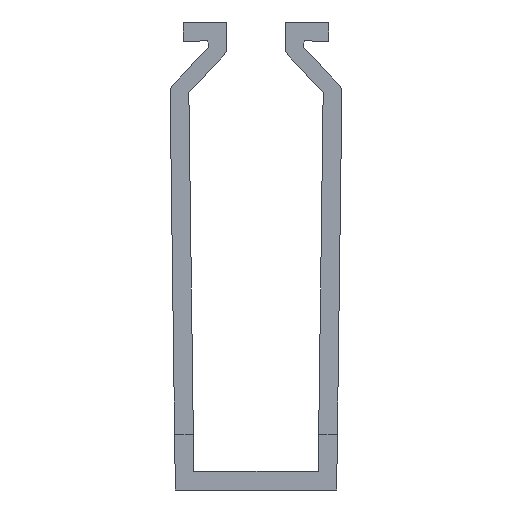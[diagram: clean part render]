
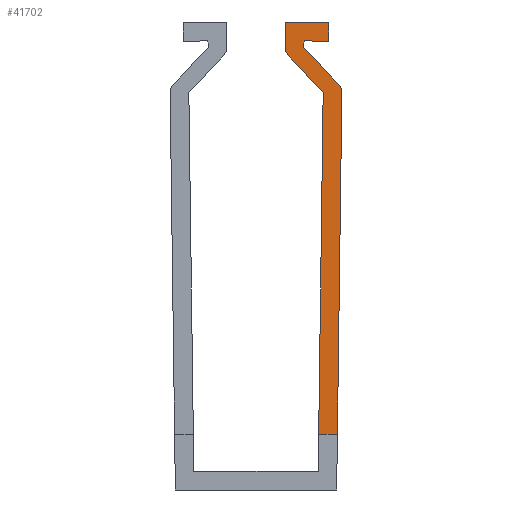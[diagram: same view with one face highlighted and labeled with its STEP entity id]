
A CAD part, front view. The second image highlights one B-rep face of the part: STEP entity #41702.
In plain terms, the highlighted planar face has unit normal (0, -1, 0).
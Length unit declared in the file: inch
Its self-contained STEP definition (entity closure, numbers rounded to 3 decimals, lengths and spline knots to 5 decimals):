
#8105 = EDGE_CURVE ( 'NONE', #8318, #8320, #21471, .T. ) ;
#8109 = EDGE_CURVE ( 'NONE', #8318, #8315, #21489, .T. ) ;
#8112 = EDGE_CURVE ( 'NONE', #8315, #8324, #21493, .T. ) ;
#8115 = EDGE_CURVE ( 'NONE', #8324, #8326, #21497, .T. ) ;
#8118 = EDGE_CURVE ( 'NONE', #8326, #8328, #21503, .T. ) ;
#8121 = EDGE_CURVE ( 'NONE', #8328, #8330, #21515, .T. ) ;
#8130 = EDGE_CURVE ( 'NONE', #8330, #8334, #21531, .T. ) ;
#8315 = VERTEX_POINT ( 'NONE', #22804 ) ;
#8318 = VERTEX_POINT ( 'NONE', #22808 ) ;
#8320 = VERTEX_POINT ( 'NONE', #22810 ) ;
#8324 = VERTEX_POINT ( 'NONE', #22814 ) ;
#8326 = VERTEX_POINT ( 'NONE', #22816 ) ;
#8328 = VERTEX_POINT ( 'NONE', #22818 ) ;
#8330 = VERTEX_POINT ( 'NONE', #22820 ) ;
#8334 = VERTEX_POINT ( 'NONE', #22824 ) ;
#8910 = VERTEX_POINT ( 'NONE', #23400 ) ;
#8914 = VERTEX_POINT ( 'NONE', #23404 ) ;
#9814 = AXIS2_PLACEMENT_3D ( 'NONE', #38874, #38883, #38884 ) ;
#17374 = CARTESIAN_POINT ( 'NONE',  ( 0.36753, 0.156, 1.71845 ) ) ;
#17375 = DIRECTION ( 'NONE',  ( -0.681, 0., 0.733 ) ) ;
#17378 = CARTESIAN_POINT ( 'NONE',  ( -0.02604, 0.156, 0.23758 ) ) ;
#17379 = DIRECTION ( 'NONE',  ( -1., 0., -0.004 ) ) ;
#17380 = CARTESIAN_POINT ( 'NONE',  ( 0.345, 0.156, 0. ) ) ;
#17381 = DIRECTION ( 'NONE',  ( -0.013, 0., -1. ) ) ;
#17955 = LINE ( 'NONE', #17374, #17958 ) ;
#17958 = VECTOR ( 'NONE', #17375, 39.37008 ) ;
#17959 = LINE ( 'NONE', #17378, #17962 ) ;
#17961 = LINE ( 'NONE', #17380, #17964 ) ;
#17962 = VECTOR ( 'NONE', #17379, 39.37008 ) ;
#17964 = VECTOR ( 'NONE', #17381, 39.37008 ) ;
#21471 = LINE ( 'NONE', #32683, #21486 ) ;
#21486 = VECTOR ( 'NONE', #32703, 39.37008 ) ;
#21489 = LINE ( 'NONE', #32706, #21494 ) ;
#21493 = LINE ( 'NONE', #32710, #21500 ) ;
#21494 = VECTOR ( 'NONE', #32711, 39.37008 ) ;
#21497 = LINE ( 'NONE', #32712, #21506 ) ;
#21500 = VECTOR ( 'NONE', #32717, 39.37008 ) ;
#21503 = LINE ( 'NONE', #32715, #21512 ) ;
#21506 = VECTOR ( 'NONE', #32723, 39.37008 ) ;
#21512 = VECTOR ( 'NONE', #32729, 39.37008 ) ;
#21515 = LINE ( 'NONE', #32734, #21518 ) ;
#21518 = VECTOR ( 'NONE', #32735, 39.37008 ) ;
#21531 = LINE ( 'NONE', #32747, #21536 ) ;
#21536 = VECTOR ( 'NONE', #32753, 39.37008 ) ;
#22804 = CARTESIAN_POINT ( 'NONE',  ( 0.31075, 0.156, 1.91933 ) ) ;
#22808 = CARTESIAN_POINT ( 'NONE',  ( 0.20562, 0.156, 1.92116 ) ) ;
#22810 = CARTESIAN_POINT ( 'NONE',  ( 0.20462, 0.156, 1.8938 ) ) ;
#22814 = CARTESIAN_POINT ( 'NONE',  ( 0.31161, 0.156, 1.99864 ) ) ;
#22816 = CARTESIAN_POINT ( 'NONE',  ( 0.12622, 0.156, 2.00187 ) ) ;
#22818 = CARTESIAN_POINT ( 'NONE',  ( 0.12455, 0.156, 1.87423 ) ) ;
#22820 = CARTESIAN_POINT ( 'NONE',  ( 0.28727, 0.156, 1.69909 ) ) ;
#22824 = CARTESIAN_POINT ( 'NONE',  ( 0.26811, 0.156, 0.23886 ) ) ;
#23400 = CARTESIAN_POINT ( 'NONE',  ( 0.36753, 0.156, 1.71845 ) ) ;
#23404 = CARTESIAN_POINT ( 'NONE',  ( 0.34814, 0.156, 0.23921 ) ) ;
#28341 = ORIENTED_EDGE ( 'NONE', *, *, #30839, .F. ) ;
#28343 = ORIENTED_EDGE ( 'NONE', *, *, #30840, .F. ) ;
#28345 = ORIENTED_EDGE ( 'NONE', *, *, #30837, .T. ) ;
#28347 = ORIENTED_EDGE ( 'NONE', *, *, #8105, .F. ) ;
#28349 = ORIENTED_EDGE ( 'NONE', *, *, #8109, .T. ) ;
#28351 = ORIENTED_EDGE ( 'NONE', *, *, #8112, .T. ) ;
#28353 = ORIENTED_EDGE ( 'NONE', *, *, #8115, .T. ) ;
#28354 = ORIENTED_EDGE ( 'NONE', *, *, #8118, .T. ) ;
#28356 = ORIENTED_EDGE ( 'NONE', *, *, #8121, .T. ) ;
#28358 = ORIENTED_EDGE ( 'NONE', *, *, #8130, .T. ) ;
#29035 = EDGE_LOOP ( 'NONE', ( #28341, #28343, #28345, #28347, #28349, #28351, #28353, #28354, #28356, #28358 ) ) ;
#30837 = EDGE_CURVE ( 'NONE', #8910, #8320, #17955, .T. ) ;
#30839 = EDGE_CURVE ( 'NONE', #8914, #8334, #17959, .T. ) ;
#30840 = EDGE_CURVE ( 'NONE', #8910, #8914, #17961, .T. ) ;
#32683 = CARTESIAN_POINT ( 'NONE',  ( 0.20462, 0.156, 1.8938 ) ) ;
#32703 = DIRECTION ( 'NONE',  ( -0.037, 0., -0.999 ) ) ;
#32706 = CARTESIAN_POINT ( 'NONE',  ( 0.20562, 0.156, 1.92116 ) ) ;
#32710 = CARTESIAN_POINT ( 'NONE',  ( 0.31075, 0.156, 1.91933 ) ) ;
#32711 = DIRECTION ( 'NONE',  ( 1., 0., -0.017 ) ) ;
#32712 = CARTESIAN_POINT ( 'NONE',  ( 0.31161, 0.156, 1.99864 ) ) ;
#32715 = CARTESIAN_POINT ( 'NONE',  ( 0.12622, 0.156, 2.00187 ) ) ;
#32717 = DIRECTION ( 'NONE',  ( 0.011, 0., 1. ) ) ;
#32723 = DIRECTION ( 'NONE',  ( -1., 0., 0.017 ) ) ;
#32729 = DIRECTION ( 'NONE',  ( -0.013, 0., -1. ) ) ;
#32734 = CARTESIAN_POINT ( 'NONE',  ( 0.12455, 0.156, 1.87423 ) ) ;
#32735 = DIRECTION ( 'NONE',  ( 0.681, 0., -0.733 ) ) ;
#32747 = CARTESIAN_POINT ( 'NONE',  ( 0.28727, 0.156, 1.69909 ) ) ;
#32753 = DIRECTION ( 'NONE',  ( -0.013, 0., -1. ) ) ;
#36739 = FACE_OUTER_BOUND ( 'NONE', #29035, .T. ) ;
#38874 = CARTESIAN_POINT ( 'NONE',  ( -0.0173, 0.156, 2.23748 ) ) ;
#38881 = PLANE ( 'NONE',  #9814 ) ;
#38883 = DIRECTION ( 'NONE',  ( 0., -1., 0. ) ) ;
#38884 = DIRECTION ( 'NONE',  ( 0., 0., -1. ) ) ;
#41702 = ADVANCED_FACE ( 'NONE', ( #36739 ), #38881, .T. ) ;
